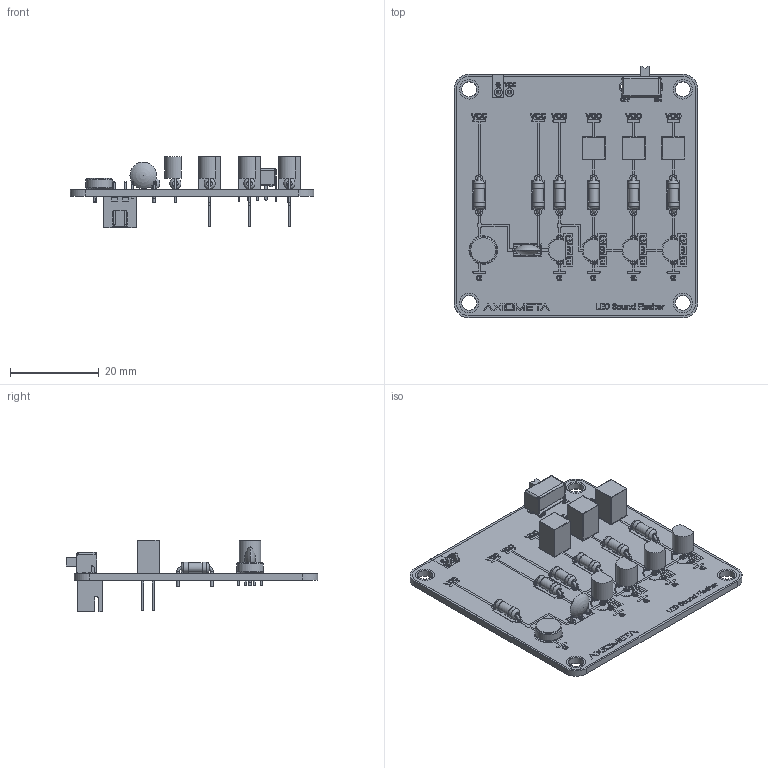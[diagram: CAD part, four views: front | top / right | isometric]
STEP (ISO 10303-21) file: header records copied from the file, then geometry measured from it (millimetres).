
FILE_DESCRIPTION(/* description */ (''),/* implementation_level */ '2;1');
FILE_NAME(/* name */ 'SLD0016.step',/* time_stamp */ '2026-02-24T19:48:58+02:00',/* author */ (''),/* organization */ (''),/* preprocessor_version */ 'ST-DEVELOPER v20.1',/* originating_system */ 'Autodesk Translation Framework v14.24.0.0',/* authorisation */ '');
FILE_SCHEMA (('AUTOMOTIVE_DESIGN { 1 0 10303 214 3 1 1 }'));
Products named in the file (14): SLD0016; C_Disc_D6.0mm_W2.5mm_P5.00mm; CMC-6022-42P--3DModel-STEP-1; R_Axial_DIN0207_L6.3mm_D2.5mm_P7.62mm_Horizontal; SK-12D07; TO-92_Inline_Wide; JST_XH_B2B-XH-A_1x02_P2.50mm_Vertical; Soldering Kit - LED Sound Flasher (Schematic)_pad; Soldering Kit - LED Sound Flasher (Schematic)_silkscreen; Soldering Kit - LED Sound Flasher (Schematic)_PCB; 2026-02-21-16-41-31-494; 2026-02-21-16-41-31-495; 2026-02-21-16-41-31-496; 2026-02-21-16-41-31-497
Assembly tree (23 placements, depth 4):
  SLD0016
    R_Axial_DIN0207_L6.3mm_D2.5mm_P7.62mm_Horizontal  x6
    C_Disc_D6.0mm_W2.5mm_P5.00mm
    TO-92_Inline_Wide  x4
    CMC-6022-42P--3DModel-STEP-1
    SK-12D07
    JST_XH_B2B-XH-A_1x02_P2.50mm_Vertical
    Soldering Kit - LED Sound Flasher (Schematic)_pad
    Soldering Kit - LED Sound Flasher (Schematic)_silkscreen
    Soldering Kit - LED Sound Flasher (Schematic)_PCB
    2026-02-21-16-41-31-494  x3
      2026-02-21-16-41-31-495
        2026-02-21-16-41-31-496
        2026-02-21-16-41-31-497
Bounding box: 55 x 56.85 x 16.09 mm (x, y, z)
Volume: 5903.4 mm3; surface area: 10505.1 mm2
Topology: 161 solids, 531 shells, 1765 faces, 9767 edges, 8732 vertices
Faces by surface type: plane 1200, cylinder 481, sphere 32, bspline 30, torus 19, cone 3
Full cylindrical faces by diameter (mm): 0.45 x2, 0.5 x2, 0.6 x12, 0.65 x15, 0.7 x10, 0.75 x96, 0.8 x64, 0.95 x6, 1 x4, 1.3 x4, 1.5 x30, 1.6 x28, 1.8 x12, 2.25 x6, 2.5 x12, 3.35 x12, 3.4 x8, 4.4 x8, 5.6 x1, 6 x1
Entity records: 92827 total; most frequent: CARTESIAN_POINT 21282, DIRECTION 13988, ORIENTED_EDGE 11269, EDGE_CURVE 9060, VERTEX_POINT 8280, LINE 7022, VECTOR 7022, AXIS2_PLACEMENT_3D 3483
